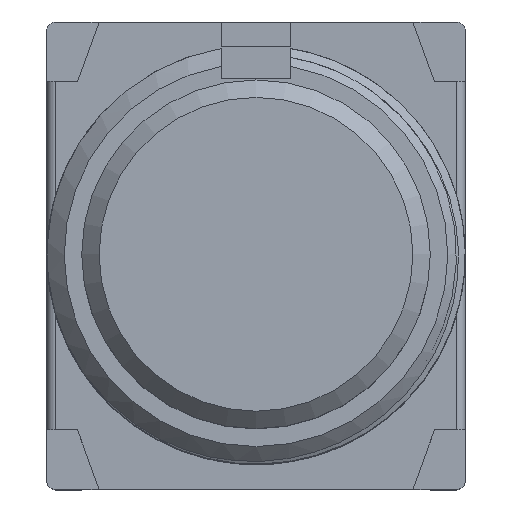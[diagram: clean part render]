
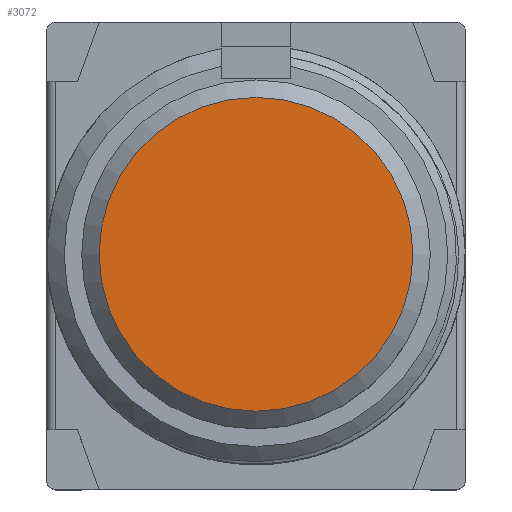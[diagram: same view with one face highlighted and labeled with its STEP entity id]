
A CAD part, top view. The second image highlights one B-rep face of the part: STEP entity #3072.
In plain terms, the highlighted planar face has unit normal (0, 0, 1).
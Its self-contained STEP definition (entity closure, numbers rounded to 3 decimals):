
#3032 = VERTEX_POINT('',#3033);
#3033 = CARTESIAN_POINT('',(0.,4.5,34.5));
#3041 = EDGE_CURVE('',#3032,#3032,#3042,.T.);
#3042 = CIRCLE('',#3043,4.5);
#3043 = AXIS2_PLACEMENT_3D('',#3044,#3045,#3046);
#3044 = CARTESIAN_POINT('',(0.,0.,34.5));
#3045 = DIRECTION('',(0.,-0.,1.));
#3046 = DIRECTION('',(0.,1.,0.));
#3072 = ADVANCED_FACE('',(#3073),#3076,.T.);
#3073 = FACE_BOUND('',#3074,.T.);
#3074 = EDGE_LOOP('',(#3075));
#3075 = ORIENTED_EDGE('',*,*,#3041,.T.);
#3076 = PLANE('',#3077);
#3077 = AXIS2_PLACEMENT_3D('',#3078,#3079,#3080);
#3078 = CARTESIAN_POINT('',(0.,0.,34.5));
#3079 = DIRECTION('',(0.,0.,1.));
#3080 = DIRECTION('',(1.,0.,0.));
